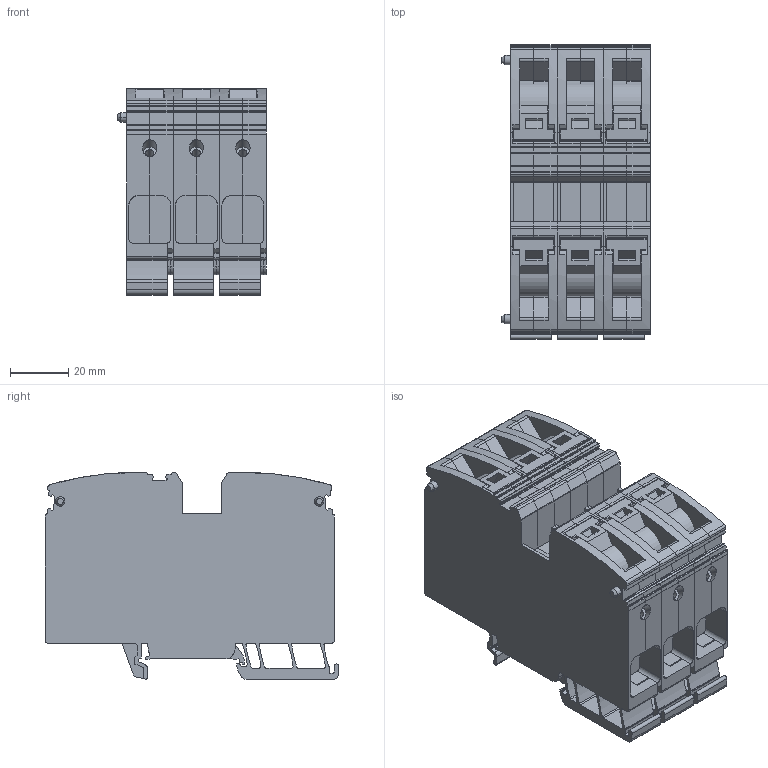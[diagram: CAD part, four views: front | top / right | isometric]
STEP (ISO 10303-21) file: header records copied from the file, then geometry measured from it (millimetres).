
FILE_DESCRIPTION(('CATIA V5R20 STEP214','CAx-IF Rec.Pracs.--- Model Styling and Organization---1.4--- 2014-01-23'),'2;1');
FILE_NAME ('128330-2_2', '2019-02-11T07:06:58+00:00', ('Weidmueller Interface'), ('Weidmueller'), 'CATIA Version 5-6 Release 2016 SP3 HF44', 'CATIA V5 STEP AP214', 'none');
FILE_SCHEMA(('AUTOMOTIVE_DESIGN { 1 0 10303 214 1 1 1 1 }'));
Products named in the file (1): 2552100000
Bounding box: 51 x 100.97 x 71.05 mm (x, y, z)
Volume: 257498.8 mm3; surface area: 108339.6 mm2
Topology: 12 solids, 18 shells, 1926 faces, 5832 edges, 3966 vertices
Faces by surface type: plane 1305, cylinder 570, cone 33, extrusion 18
Entity records: 64716 total; most frequent: CARTESIAN_POINT 13792, ORIENTED_EDGE 11664, DIRECTION 8826, EDGE_CURVE 5832, VECTOR 4422, LINE 4404, VERTEX_POINT 3966, AXIS2_PLACEMENT_3D 2785
